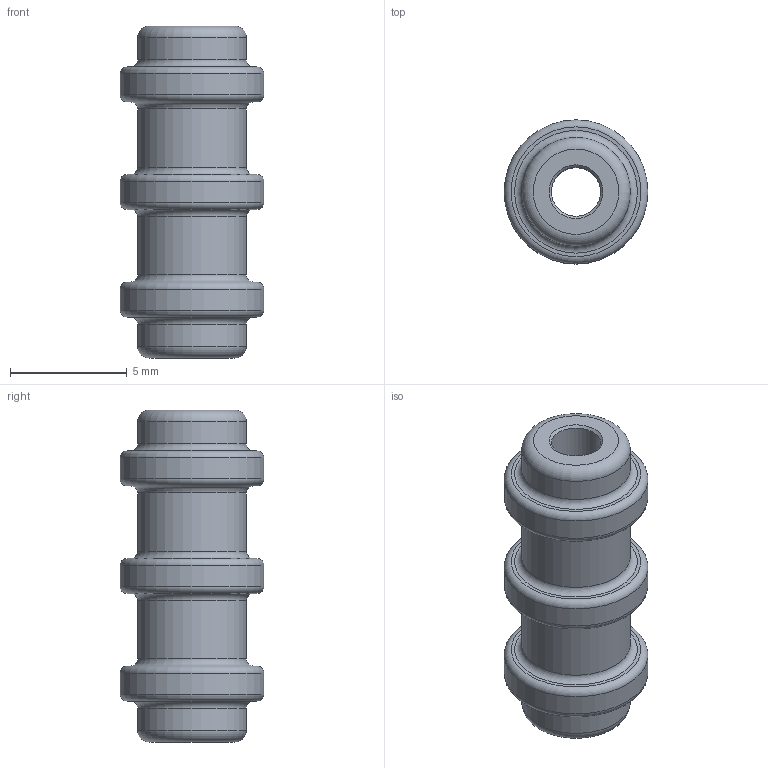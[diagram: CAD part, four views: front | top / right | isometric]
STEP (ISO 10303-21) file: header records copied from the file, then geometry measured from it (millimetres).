
FILE_DESCRIPTION(/* description */ (''),/* implementation_level */ '2;1');
FILE_NAME(/* name */ '276-3526-003 Rev 1_MIR1_MIR.ipt.step',/* time_stamp */ '2020-04-16T23:29:56-04:00',/* author */ ('Josef'),/* organization */ (''),/* preprocessor_version */ 'ST-DEVELOPER v17',/* originating_system */ 'Autodesk Inventor 2019',/* authorisation */ '');
FILE_SCHEMA (('AUTOMOTIVE_DESIGN { 1 0 10303 214 3 1 1 }'));
Length unit declared in the file: millimetre
Products named in the file (1): 276-3526-003 Rev 1_MIR1_MIR
Bounding box: 6.15 x 6.15 x 14.2 mm (x, y, z)
Volume: 247.2 mm3; surface area: 392.3 mm2
Topology: 1 solids, 1 shells, 32 faces, 88 edges, 64 vertices
Faces by surface type: torus 14, cylinder 8, plane 8, cone 2
Full cylindrical faces by diameter (mm): 2.1 x1, 4.65 x4, 6.15 x3
Entity records: 1141 total; most frequent: DIRECTION 232, CARTESIAN_POINT 185, ORIENTED_EDGE 176, AXIS2_PLACEMENT_3D 111, EDGE_CURVE 88, CIRCLE 78, VERTEX_POINT 64, EDGE_LOOP 40
